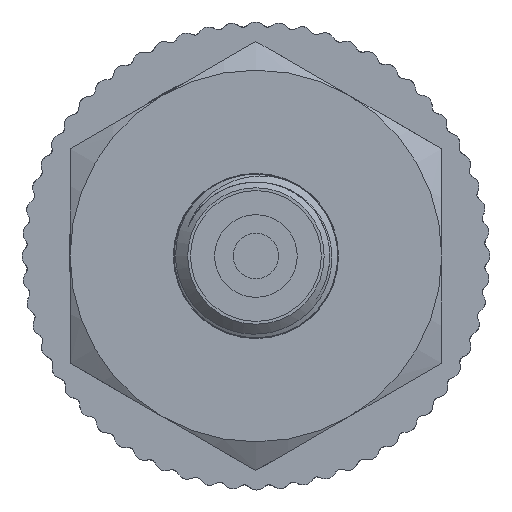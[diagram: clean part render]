
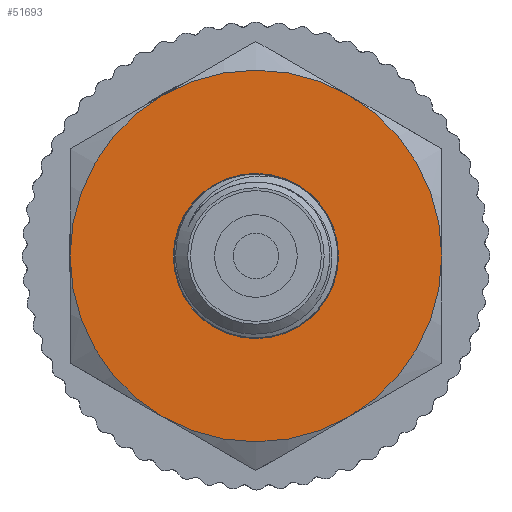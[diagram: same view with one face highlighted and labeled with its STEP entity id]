
A CAD part, left-side view. The second image highlights one B-rep face of the part: STEP entity #51693.
In plain terms, the highlighted face is planar.
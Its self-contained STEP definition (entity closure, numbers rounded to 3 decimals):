
#1061=FACE_BOUND('',#8370,.T.);
#2956=PLANE('',#55746);
#5645=FACE_OUTER_BOUND('',#8369,.T.);
#8369=EDGE_LOOP('',(#48209));
#8370=EDGE_LOOP('',(#48210));
#9203=CIRCLE('',#55745,13.5);
#9204=CIRCLE('',#55747,6.);
#24730=VERTEX_POINT('',#113231);
#24731=VERTEX_POINT('',#113235);
#32560=EDGE_CURVE('',#24730,#24730,#9203,.T.);
#32562=EDGE_CURVE('',#24731,#24731,#9204,.T.);
#48209=ORIENTED_EDGE('',*,*,#32560,.T.);
#48210=ORIENTED_EDGE('',*,*,#32562,.F.);
#51693=ADVANCED_FACE('',(#5645,#1061),#2956,.T.);
#55745=AXIS2_PLACEMENT_3D('',#113232,#67967,#67968);
#55746=AXIS2_PLACEMENT_3D('',#113234,#67970,#67971);
#55747=AXIS2_PLACEMENT_3D('',#113236,#67972,#67973);
#67967=DIRECTION('center_axis',(1.,0.,0.));
#67968=DIRECTION('ref_axis',(0.,0.,-1.));
#67970=DIRECTION('center_axis',(1.,0.,0.));
#67971=DIRECTION('ref_axis',(0.,0.,-1.));
#67972=DIRECTION('center_axis',(1.,0.,0.));
#67973=DIRECTION('ref_axis',(0.,0.,-1.));
#113231=CARTESIAN_POINT('',(-11.,-13.5,0.));
#113232=CARTESIAN_POINT('Origin',(-11.,0.,0.));
#113234=CARTESIAN_POINT('Origin',(-11.,6.,0.));
#113235=CARTESIAN_POINT('',(-11.,0.,6.));
#113236=CARTESIAN_POINT('Origin',(-11.,0.,0.));
